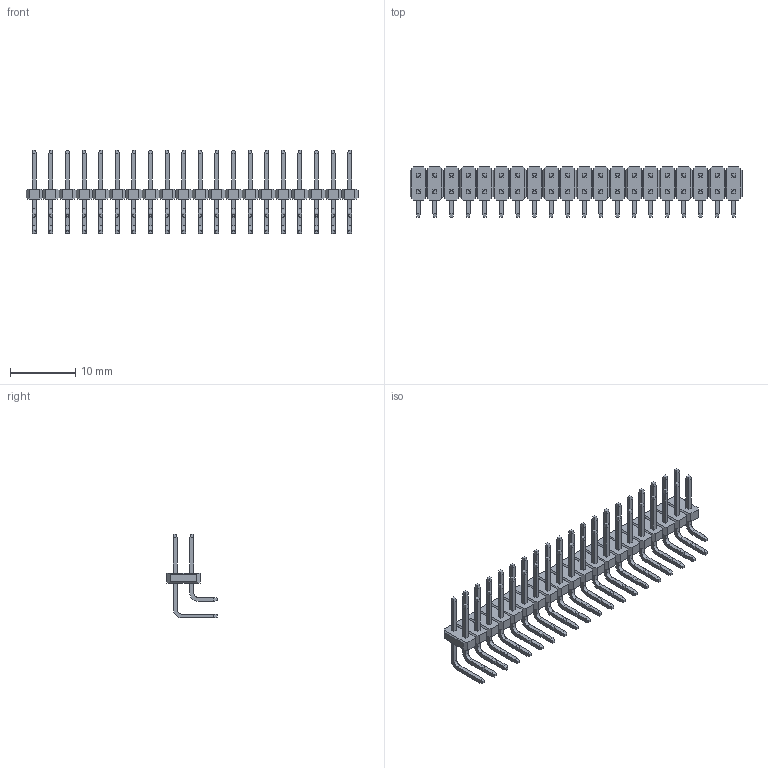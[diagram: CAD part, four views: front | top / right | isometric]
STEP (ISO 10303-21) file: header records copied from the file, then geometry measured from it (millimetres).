
FILE_DESCRIPTION (( 'STEP AP214' ), '1' );
FILE_NAME ('PLD-40R.STEP', '2011-05-17T11:11:57', ( 'vpeshkov' ), ( 'licard' ), 'SwSTEP 2.0', 'SolidWorks 2009', '' );
FILE_SCHEMA (( 'AUTOMOTIVE_DESIGN' ));
Length unit declared in the file: millimetre
Products named in the file (1): PLD-40R
Bounding box: 50.8 x 7.68 x 12.84 mm (x, y, z)
Volume: 570.1 mm3; surface area: 2069.1 mm2
Topology: 1 solids, 1 shells, 1122 faces, 2724 edges, 1684 vertices
Faces by surface type: plane 1042, cylinder 80
Entity records: 41454 total; most frequent: CARTESIAN_POINT 5531, ORIENTED_EDGE 5448, DIRECTION 5130, EDGE_CURVE 2724, VECTOR 2564, LINE 2564, VERTEX_POINT 1684, AXIS2_PLACEMENT_3D 1283
